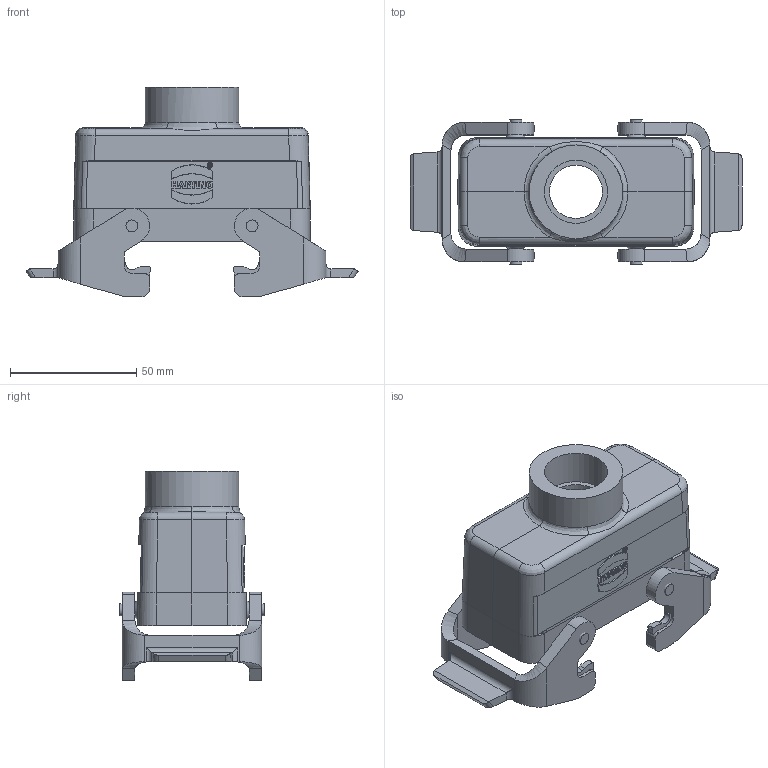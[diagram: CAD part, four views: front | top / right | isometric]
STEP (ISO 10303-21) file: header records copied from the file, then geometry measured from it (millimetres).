
FILE_DESCRIPTION(/* description */ (''),/* implementation_level */ '2;1');
FILE_NAME(/* name */ '100094868ugm000_d.stp',/* time_stamp */ '2020-01-09T11:03:09+01:00',/* author */ (''),/* organization */ (''),/* preprocessor_version */ 'ST-DEVELOPER v16.7',/* originating_system */ 'SIEMENS PLM Software NX 12.0',/* authorisation */ '');
FILE_SCHEMA (('AUTOMOTIVE_DESIGN { 1 0 10303 214 3 1 1 1 }'));
Length unit declared in the file: millimetre
Products named in the file (1): 100094868ugm000_d
Bounding box: 131.28 x 57.2 x 82.8 mm (x, y, z)
Volume: 76553.7 mm3; surface area: 45483.5 mm2
Topology: 3 solids, 3 shells, 411 faces, 1074 edges, 684 vertices
Faces by surface type: plane 233, cylinder 113, bspline 50, cone 15
Full cylindrical faces by diameter (mm): 3 x4, 21 x1, 25 x1, 37 x1
Entity records: 16761 total; most frequent: CARTESIAN_POINT 4841, ORIENTED_EDGE 2060, DIRECTION 1935, EDGE_CURVE 1030, VERTEX_POINT 673, LINE 657, VECTOR 657, AXIS2_PLACEMENT_3D 639
